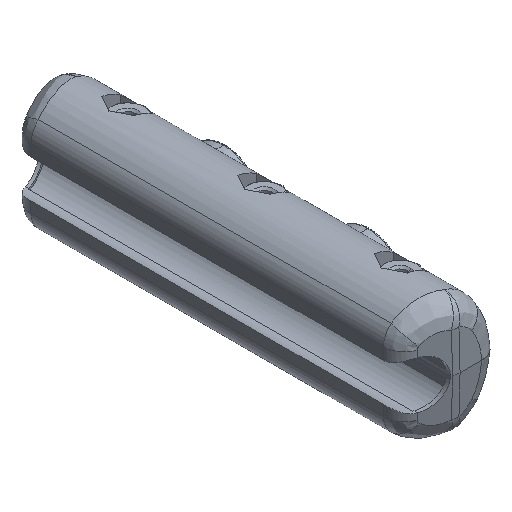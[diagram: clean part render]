
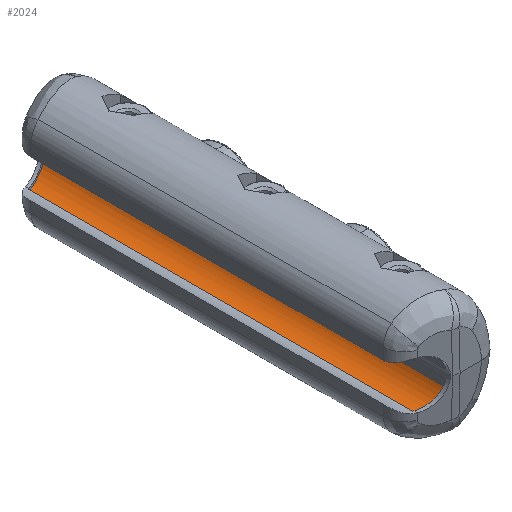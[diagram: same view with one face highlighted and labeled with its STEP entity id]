
A CAD part, isometric view. The second image highlights one B-rep face of the part: STEP entity #2024.
In plain terms, the highlighted cylindrical face has radius 6.5 mm (diameter 13 mm), a partial arc.
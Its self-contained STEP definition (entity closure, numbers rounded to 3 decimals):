
#65 = AXIS2_PLACEMENT_3D ( 'NONE', #1552, #6225, #8690 ) ;
#202 = CARTESIAN_POINT ( 'NONE',  ( 5.363, 50., -2.714 ) ) ;
#258 = DIRECTION ( 'NONE',  ( 0., 0., 1. ) ) ;
#262 = LINE ( 'NONE', #2732, #3578 ) ;
#266 = EDGE_CURVE ( 'NONE', #2698, #2454, #3195, .T. ) ;
#317 = AXIS2_PLACEMENT_3D ( 'NONE', #2849, #10138, #10190 ) ;
#356 =( BOUNDED_CURVE ( )  B_SPLINE_CURVE ( 3, ( #725, #7081, #3957, #9469 ),
 .UNSPECIFIED., .F., .T. ) 
 B_SPLINE_CURVE_WITH_KNOTS ( ( 4, 4 ),
 ( 0.465, 1.602 ),
 .UNSPECIFIED. ) 
 CURVE ( )  GEOMETRIC_REPRESENTATION_ITEM ( )  RATIONAL_B_SPLINE_CURVE ( ( 1., 0.895, 0.895, 1. ) ) 
 REPRESENTATION_ITEM ( '' )  );
#386 = CIRCLE ( 'NONE', #2553, 6.5 ) ;
#444 = DIRECTION ( 'NONE',  ( 0., 1., 0. ) ) ;
#466 = VECTOR ( 'NONE', #3807, 1000. ) ;
#621 = EDGE_CURVE ( 'NONE', #7590, #1444, #356, .T. ) ;
#641 = CARTESIAN_POINT ( 'NONE',  ( -0.654, 3.431, -6.297 ) ) ;
#681 = VERTEX_POINT ( 'NONE', #3331 ) ;
#685 = LINE ( 'NONE', #4016, #3609 ) ;
#725 = CARTESIAN_POINT ( 'NONE',  ( 5.363, 98.554, -2.714 ) ) ;
#804 = VERTEX_POINT ( 'NONE', #4956 ) ;
#1048 = DIRECTION ( 'NONE',  ( 0., 1., 0. ) ) ;
#1072 = FACE_OUTER_BOUND ( 'NONE', #9134, .T. ) ;
#1122 = ORIENTED_EDGE ( 'NONE', *, *, #4493, .T. ) ;
#1210 = VECTOR ( 'NONE', #1048, 1000. ) ;
#1288 = VERTEX_POINT ( 'NONE', #6461 ) ;
#1430 = CARTESIAN_POINT ( 'NONE',  ( -0.448, 37.5, 0.2 ) ) ;
#1444 = VERTEX_POINT ( 'NONE', #3515 ) ;
#1552 = CARTESIAN_POINT ( 'NONE',  ( -0.448, 62.5, 0.2 ) ) ;
#1644 = CARTESIAN_POINT ( 'NONE',  ( 6.051, 50., 0.1 ) ) ;
#1670 = ORIENTED_EDGE ( 'NONE', *, *, #266, .T. ) ;
#1931 = AXIS2_PLACEMENT_3D ( 'NONE', #1430, #444, #5453 ) ;
#2024 = ADVANCED_FACE ( 'NONE', ( #1072 ), #9025, .F. ) ;
#2040 = DIRECTION ( 'NONE',  ( 0., 1., 0. ) ) ;
#2454 = VERTEX_POINT ( 'NONE', #9226 ) ;
#2484 = ORIENTED_EDGE ( 'NONE', *, *, #621, .T. ) ;
#2553 = AXIS2_PLACEMENT_3D ( 'NONE', #8306, #9051, #258 ) ;
#2652 = EDGE_CURVE ( 'NONE', #804, #4669, #262, .T. ) ;
#2655 = EDGE_CURVE ( 'NONE', #5803, #2698, #8197, .T. ) ;
#2698 = VERTEX_POINT ( 'NONE', #4391 ) ;
#2732 = CARTESIAN_POINT ( 'NONE',  ( 5.363, 50., -2.714 ) ) ;
#2794 = CARTESIAN_POINT ( 'NONE',  ( 1.953, 2.571, -6.379 ) ) ;
#2849 = CARTESIAN_POINT ( 'NONE',  ( -0.448, 20., 0.2 ) ) ;
#2862 = VERTEX_POINT ( 'NONE', #641 ) ;
#2954 = CIRCLE ( 'NONE', #1931, 6.5 ) ;
#3067 =( BOUNDED_CURVE ( )  B_SPLINE_CURVE ( 3, ( #8477, #2794, #10193, #5981 ),
 .UNSPECIFIED., .F., .T. ) 
 B_SPLINE_CURVE_WITH_KNOTS ( ( 4, 4 ),
 ( 1.539, 2.677 ),
 .UNSPECIFIED. ) 
 CURVE ( )  GEOMETRIC_REPRESENTATION_ITEM ( )  RATIONAL_B_SPLINE_CURVE ( ( 1., 0.895, 0.895, 1. ) ) 
 REPRESENTATION_ITEM ( '' )  );
#3080 = EDGE_CURVE ( 'NONE', #1444, #2862, #685, .T. ) ;
#3195 = CIRCLE ( 'NONE', #317, 6.5 ) ;
#3331 = CARTESIAN_POINT ( 'NONE',  ( 6.051, 80., 0.1 ) ) ;
#3407 = DIRECTION ( 'NONE',  ( 0., 1., 0. ) ) ;
#3515 = CARTESIAN_POINT ( 'NONE',  ( -0.654, 96.569, -6.297 ) ) ;
#3578 = VECTOR ( 'NONE', #5120, 1000. ) ;
#3608 = ORIENTED_EDGE ( 'NONE', *, *, #5794, .T. ) ;
#3609 = VECTOR ( 'NONE', #7251, 1000. ) ;
#3743 = ORIENTED_EDGE ( 'NONE', *, *, #6046, .T. ) ;
#3807 = DIRECTION ( 'NONE',  ( 0., 1., 0. ) ) ;
#3957 = CARTESIAN_POINT ( 'NONE',  ( 1.953, 97.429, -6.379 ) ) ;
#4016 = CARTESIAN_POINT ( 'NONE',  ( -0.654, 50., -6.297 ) ) ;
#4193 = DIRECTION ( 'NONE',  ( 0., 0., 1. ) ) ;
#4280 = LINE ( 'NONE', #8363, #10375 ) ;
#4391 = CARTESIAN_POINT ( 'NONE',  ( 5.363, 20., -2.714 ) ) ;
#4428 = ORIENTED_EDGE ( 'NONE', *, *, #9184, .T. ) ;
#4493 = EDGE_CURVE ( 'NONE', #681, #9061, #386, .T. ) ;
#4591 = ORIENTED_EDGE ( 'NONE', *, *, #2652, .T. ) ;
#4669 = VERTEX_POINT ( 'NONE', #7148 ) ;
#4956 = CARTESIAN_POINT ( 'NONE',  ( 5.363, 37.5, -2.714 ) ) ;
#5079 = VERTEX_POINT ( 'NONE', #7784 ) ;
#5120 = DIRECTION ( 'NONE',  ( 0., 1., 0. ) ) ;
#5330 = ORIENTED_EDGE ( 'NONE', *, *, #3080, .T. ) ;
#5453 = DIRECTION ( 'NONE',  ( 0., 0., 1. ) ) ;
#5794 = EDGE_CURVE ( 'NONE', #2862, #5803, #3067, .T. ) ;
#5803 = VERTEX_POINT ( 'NONE', #9276 ) ;
#5886 = CARTESIAN_POINT ( 'NONE',  ( -0.448, 0.863, 0.2 ) ) ;
#5981 = CARTESIAN_POINT ( 'NONE',  ( 5.363, 1.446, -2.714 ) ) ;
#6006 = ORIENTED_EDGE ( 'NONE', *, *, #7952, .T. ) ;
#6046 = EDGE_CURVE ( 'NONE', #4669, #1288, #6632, .T. ) ;
#6225 = DIRECTION ( 'NONE',  ( 0., -1., 0. ) ) ;
#6408 = AXIS2_PLACEMENT_3D ( 'NONE', #5886, #8168, #4193 ) ;
#6461 = CARTESIAN_POINT ( 'NONE',  ( 6.051, 62.5, 0.1 ) ) ;
#6513 = VECTOR ( 'NONE', #3407, 1000. ) ;
#6592 = CARTESIAN_POINT ( 'NONE',  ( 5.363, 98.554, -2.714 ) ) ;
#6606 = LINE ( 'NONE', #1644, #6513 ) ;
#6632 = CIRCLE ( 'NONE', #65, 6.5 ) ;
#7043 = ORIENTED_EDGE ( 'NONE', *, *, #7615, .T. ) ;
#7081 = CARTESIAN_POINT ( 'NONE',  ( 4.194, 98.169, -5.045 ) ) ;
#7148 = CARTESIAN_POINT ( 'NONE',  ( 5.363, 62.5, -2.714 ) ) ;
#7251 = DIRECTION ( 'NONE',  ( 0., -1., 0. ) ) ;
#7263 = ORIENTED_EDGE ( 'NONE', *, *, #9402, .T. ) ;
#7455 = CARTESIAN_POINT ( 'NONE',  ( 5.363, 80., -2.714 ) ) ;
#7590 = VERTEX_POINT ( 'NONE', #6592 ) ;
#7615 = EDGE_CURVE ( 'NONE', #5079, #804, #2954, .T. ) ;
#7784 = CARTESIAN_POINT ( 'NONE',  ( 6.051, 37.5, 0.1 ) ) ;
#7952 = EDGE_CURVE ( 'NONE', #9061, #7590, #4280, .T. ) ;
#8168 = DIRECTION ( 'NONE',  ( 0., 1., 0. ) ) ;
#8197 = LINE ( 'NONE', #202, #1210 ) ;
#8306 = CARTESIAN_POINT ( 'NONE',  ( -0.448, 80., 0.2 ) ) ;
#8363 = CARTESIAN_POINT ( 'NONE',  ( 5.363, 50., -2.714 ) ) ;
#8477 = CARTESIAN_POINT ( 'NONE',  ( -0.654, 3.431, -6.297 ) ) ;
#8571 = LINE ( 'NONE', #10276, #466 ) ;
#8690 = DIRECTION ( 'NONE',  ( 0., 0., 1. ) ) ;
#9017 = ORIENTED_EDGE ( 'NONE', *, *, #2655, .T. ) ;
#9025 = CYLINDRICAL_SURFACE ( 'NONE', #6408, 6.5 ) ;
#9051 = DIRECTION ( 'NONE',  ( 0., 1., 0. ) ) ;
#9061 = VERTEX_POINT ( 'NONE', #7455 ) ;
#9134 = EDGE_LOOP ( 'NONE', ( #1122, #6006, #2484, #5330, #3608, #9017, #1670, #4428, #7043, #4591, #3743, #7263 ) ) ;
#9184 = EDGE_CURVE ( 'NONE', #2454, #5079, #8571, .T. ) ;
#9226 = CARTESIAN_POINT ( 'NONE',  ( 6.051, 20., 0.1 ) ) ;
#9276 = CARTESIAN_POINT ( 'NONE',  ( 5.363, 1.446, -2.714 ) ) ;
#9402 = EDGE_CURVE ( 'NONE', #1288, #681, #6606, .T. ) ;
#9469 = CARTESIAN_POINT ( 'NONE',  ( -0.654, 96.569, -6.297 ) ) ;
#10138 = DIRECTION ( 'NONE',  ( 0., -1., 0. ) ) ;
#10190 = DIRECTION ( 'NONE',  ( 0., 0., 1. ) ) ;
#10193 = CARTESIAN_POINT ( 'NONE',  ( 4.194, 1.831, -5.045 ) ) ;
#10276 = CARTESIAN_POINT ( 'NONE',  ( 6.051, 50., 0.1 ) ) ;
#10375 = VECTOR ( 'NONE', #2040, 1000. ) ;
